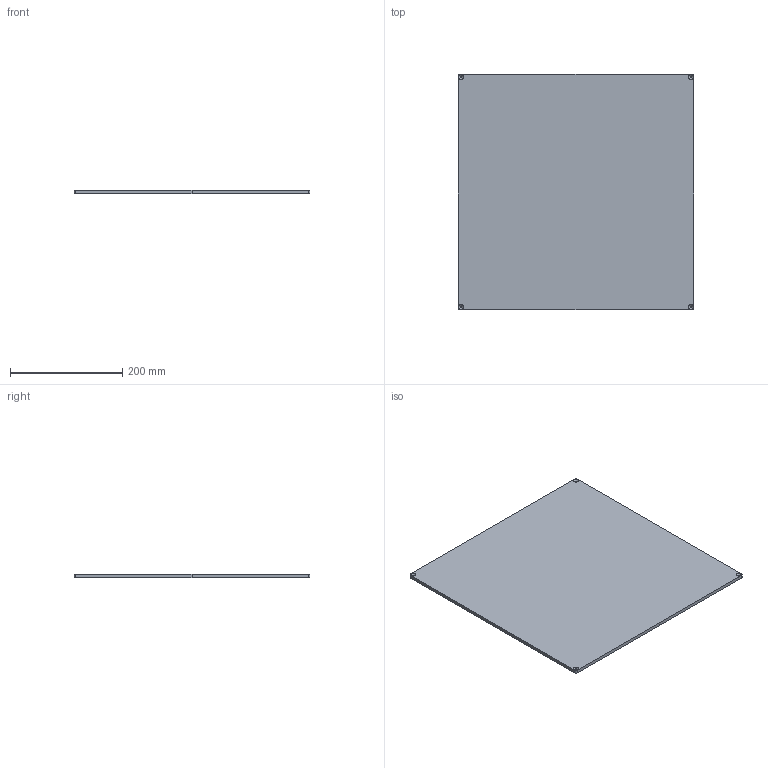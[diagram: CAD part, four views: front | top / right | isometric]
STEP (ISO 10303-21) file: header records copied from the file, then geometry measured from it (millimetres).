
FILE_DESCRIPTION(('CATIA V5 STEP','CAx-IF Rec.Pracs.--- Model Styling and Organization---1.4--- 2014-01-23','CAx-IF Rec.Pracs.---3D Tessellated Data Validation Properties---0.5---2014-09-14'),'2;1');
FILE_NAME('Plateau Bed.stp','2020-05-13T14:52:28+00:00',('${USERNAME}'),('Safran Seats'),'CATIA Version 5-6 Release 2017 SP6 HF23','CATIA V5 STEP AP242','none');
FILE_SCHEMA(('AP242_MANAGED_MODEL_BASED_3D_ENGINEERING_MIM_LF {1 0 10303 442 1 1 4}'));
Length unit declared in the file: millimetre
Products named in the file (1): Plateau BEd
Bounding box: 420 x 420 x 6 mm (x, y, z)
Volume: 1057849.5 mm3; surface area: 362995.3 mm2
Topology: 1 solids, 1 shells, 30 faces, 76 edges, 48 vertices
Faces by surface type: cylinder 12, plane 10, cone 8
Entity records: 853 total; most frequent: ORIENTED_EDGE 152, CARTESIAN_POINT 143, DIRECTION 112, EDGE_CURVE 76, AXIS2_PLACEMENT_3D 51, VERTEX_POINT 48, VECTOR 44, LINE 44
